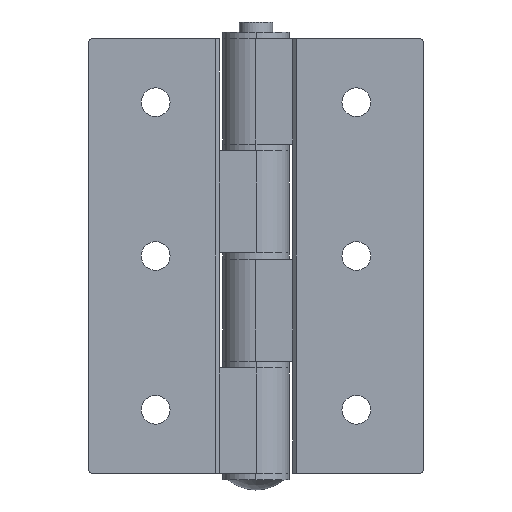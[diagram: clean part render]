
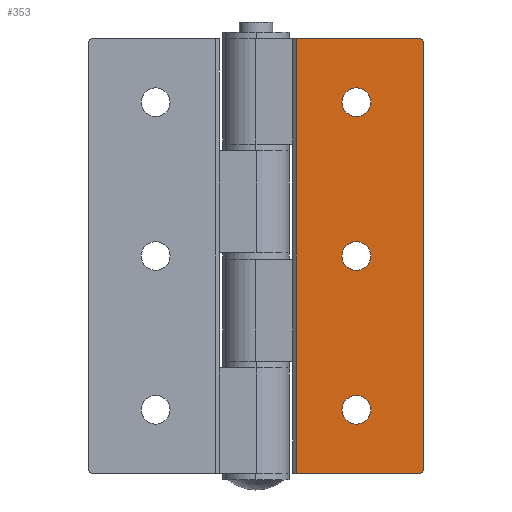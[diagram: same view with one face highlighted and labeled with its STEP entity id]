
A CAD part, front view. The second image highlights one B-rep face of the part: STEP entity #353.
In plain terms, the highlighted planar face has unit normal (0, -1, 0).
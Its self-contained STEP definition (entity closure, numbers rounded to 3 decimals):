
#10 = VERTEX_POINT ( 'NONE', #2177 ) ;
#70 = VERTEX_POINT ( 'NONE', #2191 ) ;
#74 = VERTEX_POINT ( 'NONE', #2195 ) ;
#87 = VERTEX_POINT ( 'NONE', #2208 ) ;
#92 = VERTEX_POINT ( 'NONE', #2213 ) ;
#93 = VERTEX_POINT ( 'NONE', #2214 ) ;
#102 = VERTEX_POINT ( 'NONE', #2223 ) ;
#105 = VERTEX_POINT ( 'NONE', #2226 ) ;
#262 = CIRCLE ( 'NONE', #701, 2.15 ) ;
#268 = CIRCLE ( 'NONE', #693, 2.15 ) ;
#271 = CIRCLE ( 'NONE', #672, 2.15 ) ;
#276 = CIRCLE ( 'NONE', #654, 2.15 ) ;
#278 = CIRCLE ( 'NONE', #636, 0.5 ) ;
#294 = CIRCLE ( 'NONE', #606, 2.15 ) ;
#307 = CIRCLE ( 'NONE', #565, 0.5 ) ;
#318 = CIRCLE ( 'NONE', #520, 2.15 ) ;
#342 = EDGE_CURVE ( 'NONE', #93, #2466, #2256, .T. ) ;
#353 = ADVANCED_FACE ( 'NONE', ( #922, #924, #926, #927 ), #2290, .F. ) ;
#405 = EDGE_CURVE ( 'NONE', #87, #105, #318, .T. ) ;
#412 = EDGE_CURVE ( 'NONE', #2466, #70, #1353, .T. ) ;
#430 = EDGE_CURVE ( 'NONE', #70, #2480, #307, .T. ) ;
#457 = EDGE_CURVE ( 'NONE', #102, #74, #294, .T. ) ;
#481 = EDGE_CURVE ( 'NONE', #93, #2465, #1571, .T. ) ;
#487 = EDGE_CURVE ( 'NONE', #10, #2480, #1589, .T. ) ;
#491 = EDGE_CURVE ( 'NONE', #10, #2465, #278, .T. ) ;
#495 = EDGE_CURVE ( 'NONE', #2488, #92, #276, .T. ) ;
#520 = AXIS2_PLACEMENT_3D ( 'NONE', #1332, #1333, #1334 ) ;
#536 = VECTOR ( 'NONE', #1355, 1000. ) ;
#565 = AXIS2_PLACEMENT_3D ( 'NONE', #1409, #1410, #1411 ) ;
#606 = AXIS2_PLACEMENT_3D ( 'NONE', #1491, #1495, #1496 ) ;
#636 = AXIS2_PLACEMENT_3D ( 'NONE', #1600, #1601, #1602 ) ;
#643 = VECTOR ( 'NONE', #1573, 1000. ) ;
#650 = VECTOR ( 'NONE', #1591, 1000. ) ;
#654 = AXIS2_PLACEMENT_3D ( 'NONE', #1612, #1613, #1614 ) ;
#672 = AXIS2_PLACEMENT_3D ( 'NONE', #1657, #1658, #1659 ) ;
#693 = AXIS2_PLACEMENT_3D ( 'NONE', #1720, #1724, #1725 ) ;
#701 = AXIS2_PLACEMENT_3D ( 'NONE', #1750, #1751, #1752 ) ;
#900 = VECTOR ( 'NONE', #2258, 1000. ) ;
#922 = FACE_BOUND ( 'NONE', #1838, .T. ) ;
#924 = FACE_BOUND ( 'NONE', #1841, .T. ) ;
#926 = FACE_BOUND ( 'NONE', #1840, .T. ) ;
#927 = FACE_OUTER_BOUND ( 'NONE', #1834, .T. ) ;
#928 = AXIS2_PLACEMENT_3D ( 'NONE', #2291, #2292, #2293 ) ;
#1332 = CARTESIAN_POINT ( 'NONE',  ( 15., -5.5, 23. ) ) ;
#1333 = DIRECTION ( 'NONE',  ( 0., 1., 0. ) ) ;
#1334 = DIRECTION ( 'NONE',  ( 0., 0., 1. ) ) ;
#1353 = LINE ( 'NONE', #1354, #536 ) ;
#1354 = CARTESIAN_POINT ( 'NONE',  ( 25., -5.5, -32.5 ) ) ;
#1355 = DIRECTION ( 'NONE',  ( 1., 0., 0. ) ) ;
#1409 = CARTESIAN_POINT ( 'NONE',  ( 24.5, -5.5, -32. ) ) ;
#1410 = DIRECTION ( 'NONE',  ( 0., -1., 0. ) ) ;
#1411 = DIRECTION ( 'NONE',  ( -1., 0., 0. ) ) ;
#1491 = CARTESIAN_POINT ( 'NONE',  ( 15., -5.5, 0. ) ) ;
#1495 = DIRECTION ( 'NONE',  ( 0., 1., 0. ) ) ;
#1496 = DIRECTION ( 'NONE',  ( 0., 0., 1. ) ) ;
#1571 = LINE ( 'NONE', #1572, #643 ) ;
#1572 = CARTESIAN_POINT ( 'NONE',  ( 25., -5.5, 32.5 ) ) ;
#1573 = DIRECTION ( 'NONE',  ( 1., 0., 0. ) ) ;
#1589 = LINE ( 'NONE', #1590, #650 ) ;
#1590 = CARTESIAN_POINT ( 'NONE',  ( 25., -5.5, 32.5 ) ) ;
#1591 = DIRECTION ( 'NONE',  ( 0., 0., -1. ) ) ;
#1600 = CARTESIAN_POINT ( 'NONE',  ( 24.5, -5.5, 32. ) ) ;
#1601 = DIRECTION ( 'NONE',  ( 0., -1., 0. ) ) ;
#1602 = DIRECTION ( 'NONE',  ( -1., 0., 0. ) ) ;
#1612 = CARTESIAN_POINT ( 'NONE',  ( 15., -5.5, -23. ) ) ;
#1613 = DIRECTION ( 'NONE',  ( 0., 1., 0. ) ) ;
#1614 = DIRECTION ( 'NONE',  ( 0., 0., 1. ) ) ;
#1657 = CARTESIAN_POINT ( 'NONE',  ( 15., -5.5, 23. ) ) ;
#1658 = DIRECTION ( 'NONE',  ( 0., 1., 0. ) ) ;
#1659 = DIRECTION ( 'NONE',  ( 0., 0., 1. ) ) ;
#1720 = CARTESIAN_POINT ( 'NONE',  ( 15., -5.5, -23. ) ) ;
#1724 = DIRECTION ( 'NONE',  ( 0., 1., 0. ) ) ;
#1725 = DIRECTION ( 'NONE',  ( 0., 0., 1. ) ) ;
#1750 = CARTESIAN_POINT ( 'NONE',  ( 15., -5.5, 0. ) ) ;
#1751 = DIRECTION ( 'NONE',  ( 0., 1., 0. ) ) ;
#1752 = DIRECTION ( 'NONE',  ( 0., 0., 1. ) ) ;
#1757 = CARTESIAN_POINT ( 'NONE',  ( 24.5, -5.5, 32.5 ) ) ;
#1758 = CARTESIAN_POINT ( 'NONE',  ( 6., -5.5, -32.5 ) ) ;
#1771 = CARTESIAN_POINT ( 'NONE',  ( 25., -5.5, -32. ) ) ;
#1779 = CARTESIAN_POINT ( 'NONE',  ( 15., -5.5, -20.85 ) ) ;
#1834 = EDGE_LOOP ( 'NONE', ( #2054, #2058, #2056, #2059, #2060, #2062 ) ) ;
#1838 = EDGE_LOOP ( 'NONE', ( #2051, #2053 ) ) ;
#1840 = EDGE_LOOP ( 'NONE', ( #2052, #2057 ) ) ;
#1841 = EDGE_LOOP ( 'NONE', ( #2050, #2055 ) ) ;
#2050 = ORIENTED_EDGE ( 'NONE', *, *, #457, .T. ) ;
#2051 = ORIENTED_EDGE ( 'NONE', *, *, #495, .T. ) ;
#2052 = ORIENTED_EDGE ( 'NONE', *, *, #405, .T. ) ;
#2053 = ORIENTED_EDGE ( 'NONE', *, *, #2452, .T. ) ;
#2054 = ORIENTED_EDGE ( 'NONE', *, *, #412, .T. ) ;
#2055 = ORIENTED_EDGE ( 'NONE', *, *, #2461, .T. ) ;
#2056 = ORIENTED_EDGE ( 'NONE', *, *, #487, .F. ) ;
#2057 = ORIENTED_EDGE ( 'NONE', *, *, #2430, .T. ) ;
#2058 = ORIENTED_EDGE ( 'NONE', *, *, #430, .T. ) ;
#2059 = ORIENTED_EDGE ( 'NONE', *, *, #491, .T. ) ;
#2060 = ORIENTED_EDGE ( 'NONE', *, *, #481, .F. ) ;
#2062 = ORIENTED_EDGE ( 'NONE', *, *, #342, .T. ) ;
#2177 = CARTESIAN_POINT ( 'NONE',  ( 25., -5.5, 32. ) ) ;
#2191 = CARTESIAN_POINT ( 'NONE',  ( 24.5, -5.5, -32.5 ) ) ;
#2195 = CARTESIAN_POINT ( 'NONE',  ( 15., -5.5, -2.15 ) ) ;
#2208 = CARTESIAN_POINT ( 'NONE',  ( 15., -5.5, 25.15 ) ) ;
#2213 = CARTESIAN_POINT ( 'NONE',  ( 15., -5.5, -25.15 ) ) ;
#2214 = CARTESIAN_POINT ( 'NONE',  ( 6., -5.5, 32.5 ) ) ;
#2223 = CARTESIAN_POINT ( 'NONE',  ( 15., -5.5, 2.15 ) ) ;
#2226 = CARTESIAN_POINT ( 'NONE',  ( 15., -5.5, 20.85 ) ) ;
#2256 = LINE ( 'NONE', #2257, #900 ) ;
#2257 = CARTESIAN_POINT ( 'NONE',  ( 6., -5.5, 32.5 ) ) ;
#2258 = DIRECTION ( 'NONE',  ( 0., 0., -1. ) ) ;
#2290 = PLANE ( 'NONE',  #928 ) ;
#2291 = CARTESIAN_POINT ( 'NONE',  ( 25., -5.5, 32.5 ) ) ;
#2292 = DIRECTION ( 'NONE',  ( 0., 1., 0. ) ) ;
#2293 = DIRECTION ( 'NONE',  ( -1., 0., 0. ) ) ;
#2430 = EDGE_CURVE ( 'NONE', #105, #87, #271, .T. ) ;
#2452 = EDGE_CURVE ( 'NONE', #92, #2488, #268, .T. ) ;
#2461 = EDGE_CURVE ( 'NONE', #74, #102, #262, .T. ) ;
#2465 = VERTEX_POINT ( 'NONE', #1757 ) ;
#2466 = VERTEX_POINT ( 'NONE', #1758 ) ;
#2480 = VERTEX_POINT ( 'NONE', #1771 ) ;
#2488 = VERTEX_POINT ( 'NONE', #1779 ) ;
